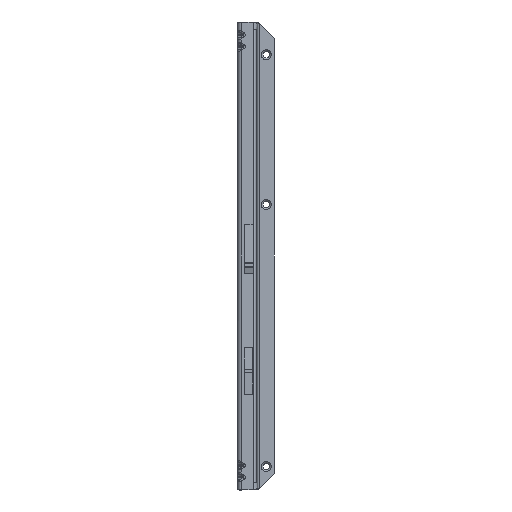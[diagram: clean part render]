
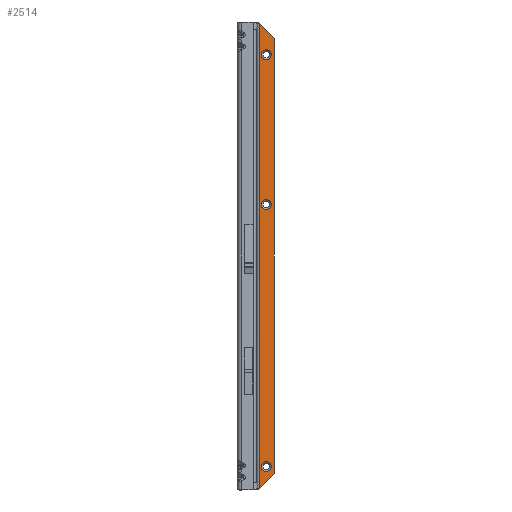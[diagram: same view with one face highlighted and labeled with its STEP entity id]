
A CAD part, front view. The second image highlights one B-rep face of the part: STEP entity #2514.
In plain terms, the highlighted planar face has unit normal (0, -1, 0).
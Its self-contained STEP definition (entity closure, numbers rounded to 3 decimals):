
#312 = ORIENTED_EDGE ( 'NONE', *, *, #44175, .T. ) ;
#494 = CIRCLE ( 'NONE', #31598, 4.25 ) ;
#759 = ORIENTED_EDGE ( 'NONE', *, *, #6203, .T. ) ;
#1007 = EDGE_CURVE ( 'NONE', #26436, #14260, #46365, .T. ) ;
#2514 = ADVANCED_FACE ( 'NONE', ( #15346, #32347, #54148, #11460 ), #29237, .F. ) ;
#2625 = EDGE_CURVE ( 'NONE', #22632, #53419, #49292, .T. ) ;
#3101 = CARTESIAN_POINT ( 'NONE',  ( 0., -1.5, -400. ) ) ;
#3176 = CARTESIAN_POINT ( 'NONE',  ( 0.5, -1.5, -400. ) ) ;
#3517 = EDGE_CURVE ( 'NONE', #53419, #22632, #30651, .T. ) ;
#3543 = CARTESIAN_POINT ( 'NONE',  ( 0.121, -1.5, -399.121 ) ) ;
#3976 = DIRECTION ( 'NONE',  ( 0., 0., 1. ) ) ;
#4104 = EDGE_CURVE ( 'NONE', #14260, #49404, #21922, .T. ) ;
#4203 = VECTOR ( 'NONE', #33787, 1000. ) ;
#4235 = DIRECTION ( 'NONE',  ( -1., 0., 0. ) ) ;
#4965 = CARTESIAN_POINT ( 'NONE',  ( 0.121, -1.5, -0.879 ) ) ;
#5703 = ORIENTED_EDGE ( 'NONE', *, *, #3517, .T. ) ;
#6022 = ORIENTED_EDGE ( 'NONE', *, *, #29725, .F. ) ;
#6188 = AXIS2_PLACEMENT_3D ( 'NONE', #31221, #40083, #43761 ) ;
#6203 = EDGE_CURVE ( 'NONE', #7108, #35752, #40533, .T. ) ;
#7108 = VERTEX_POINT ( 'NONE', #30795 ) ;
#7446 = CARTESIAN_POINT ( 'NONE',  ( 0.5, -1.5, -1.258 ) ) ;
#7964 = CIRCLE ( 'NONE', #6188, 4.25 ) ;
#9101 = CARTESIAN_POINT ( 'NONE',  ( 6.5, -1.5, -32.25 ) ) ;
#9578 = DIRECTION ( 'NONE',  ( 0., 1., 0. ) ) ;
#11460 = FACE_OUTER_BOUND ( 'NONE', #43829, .T. ) ;
#13479 = CARTESIAN_POINT ( 'NONE',  ( 6.5, -1.5, -28. ) ) ;
#14260 = VERTEX_POINT ( 'NONE', #40174 ) ;
#14351 = CARTESIAN_POINT ( 'NONE',  ( 6.5, -1.5, -156. ) ) ;
#15162 = VECTOR ( 'NONE', #38916, 1000. ) ;
#15346 = FACE_BOUND ( 'NONE', #47292, .T. ) ;
#16507 = VERTEX_POINT ( 'NONE', #20292 ) ;
#16711 = CARTESIAN_POINT ( 'NONE',  ( 6.5, -1.5, -28. ) ) ;
#17384 = ORIENTED_EDGE ( 'NONE', *, *, #26973, .T. ) ;
#20189 = VERTEX_POINT ( 'NONE', #45966 ) ;
#20292 = CARTESIAN_POINT ( 'NONE',  ( 0.5, -1.5, -398.742 ) ) ;
#21922 = LINE ( 'NONE', #4965, #15162 ) ;
#22550 = AXIS2_PLACEMENT_3D ( 'NONE', #16711, #33709, #4235 ) ;
#22632 = VERTEX_POINT ( 'NONE', #43975 ) ;
#23774 = AXIS2_PLACEMENT_3D ( 'NONE', #34626, #42725, #50563 ) ;
#24363 = AXIS2_PLACEMENT_3D ( 'NONE', #13479, #9578, #43560 ) ;
#26436 = VERTEX_POINT ( 'NONE', #50402 ) ;
#26973 = EDGE_CURVE ( 'NONE', #27368, #20189, #494, .T. ) ;
#26977 = AXIS2_PLACEMENT_3D ( 'NONE', #3101, #41524, #28423 ) ;
#27150 = LINE ( 'NONE', #3176, #4203 ) ;
#27368 = VERTEX_POINT ( 'NONE', #51657 ) ;
#28423 = DIRECTION ( 'NONE',  ( -1., 0., 0. ) ) ;
#29237 = PLANE ( 'NONE',  #26977 ) ;
#29725 = EDGE_CURVE ( 'NONE', #16507, #49404, #27150, .T. ) ;
#30651 = CIRCLE ( 'NONE', #24363, 4.25 ) ;
#30795 = CARTESIAN_POINT ( 'NONE',  ( 6.5, -1.5, -160.25 ) ) ;
#31221 = CARTESIAN_POINT ( 'NONE',  ( 6.5, -1.5, -380. ) ) ;
#31346 = DIRECTION ( 'NONE',  ( 0., 1., 0. ) ) ;
#31598 = AXIS2_PLACEMENT_3D ( 'NONE', #42214, #34389, #46453 ) ;
#31669 = EDGE_LOOP ( 'NONE', ( #51678, #759 ) ) ;
#32347 = FACE_BOUND ( 'NONE', #31669, .T. ) ;
#33327 = EDGE_LOOP ( 'NONE', ( #42730, #5703 ) ) ;
#33709 = DIRECTION ( 'NONE',  ( 0., 1., 0. ) ) ;
#33787 = DIRECTION ( 'NONE',  ( 0., 0., 1. ) ) ;
#34040 = ORIENTED_EDGE ( 'NONE', *, *, #1007, .T. ) ;
#34389 = DIRECTION ( 'NONE',  ( 0., 1., 0. ) ) ;
#34626 = CARTESIAN_POINT ( 'NONE',  ( 6.5, -1.5, -156. ) ) ;
#35433 = ORIENTED_EDGE ( 'NONE', *, *, #48536, .T. ) ;
#35752 = VERTEX_POINT ( 'NONE', #50292 ) ;
#36922 = VECTOR ( 'NONE', #42279, 1000. ) ;
#37877 = AXIS2_PLACEMENT_3D ( 'NONE', #14351, #31346, #48374 ) ;
#38916 = DIRECTION ( 'NONE',  ( -0.707, 0., 0.707 ) ) ;
#40083 = DIRECTION ( 'NONE',  ( 0., 1., 0. ) ) ;
#40174 = CARTESIAN_POINT ( 'NONE',  ( 13.5, -1.5, -14.258 ) ) ;
#40533 = CIRCLE ( 'NONE', #37877, 4.25 ) ;
#40727 = CIRCLE ( 'NONE', #23774, 4.25 ) ;
#41524 = DIRECTION ( 'NONE',  ( 0., 1., 0. ) ) ;
#42214 = CARTESIAN_POINT ( 'NONE',  ( 6.5, -1.5, -380. ) ) ;
#42279 = DIRECTION ( 'NONE',  ( 0.707, 0., 0.707 ) ) ;
#42725 = DIRECTION ( 'NONE',  ( 0., 1., 0. ) ) ;
#42730 = ORIENTED_EDGE ( 'NONE', *, *, #2625, .T. ) ;
#43560 = DIRECTION ( 'NONE',  ( -1., 0., 0. ) ) ;
#43761 = DIRECTION ( 'NONE',  ( -1., 0., 0. ) ) ;
#43829 = EDGE_LOOP ( 'NONE', ( #49109, #6022, #312, #34040 ) ) ;
#43975 = CARTESIAN_POINT ( 'NONE',  ( 6.5, -1.5, -23.75 ) ) ;
#44175 = EDGE_CURVE ( 'NONE', #16507, #26436, #50676, .T. ) ;
#45966 = CARTESIAN_POINT ( 'NONE',  ( 6.5, -1.5, -384.25 ) ) ;
#46365 = LINE ( 'NONE', #51362, #52727 ) ;
#46453 = DIRECTION ( 'NONE',  ( -1., 0., 0. ) ) ;
#46783 = EDGE_CURVE ( 'NONE', #35752, #7108, #40727, .T. ) ;
#47292 = EDGE_LOOP ( 'NONE', ( #17384, #35433 ) ) ;
#48374 = DIRECTION ( 'NONE',  ( -1., 0., 0. ) ) ;
#48536 = EDGE_CURVE ( 'NONE', #20189, #27368, #7964, .T. ) ;
#49109 = ORIENTED_EDGE ( 'NONE', *, *, #4104, .T. ) ;
#49292 = CIRCLE ( 'NONE', #22550, 4.25 ) ;
#49404 = VERTEX_POINT ( 'NONE', #7446 ) ;
#50292 = CARTESIAN_POINT ( 'NONE',  ( 6.5, -1.5, -151.75 ) ) ;
#50402 = CARTESIAN_POINT ( 'NONE',  ( 13.5, -1.5, -385.742 ) ) ;
#50563 = DIRECTION ( 'NONE',  ( -1., 0., 0. ) ) ;
#50676 = LINE ( 'NONE', #3543, #36922 ) ;
#51362 = CARTESIAN_POINT ( 'NONE',  ( 13.5, -1.5, 0. ) ) ;
#51657 = CARTESIAN_POINT ( 'NONE',  ( 6.5, -1.5, -375.75 ) ) ;
#51678 = ORIENTED_EDGE ( 'NONE', *, *, #46783, .T. ) ;
#52727 = VECTOR ( 'NONE', #3976, 1000. ) ;
#53419 = VERTEX_POINT ( 'NONE', #9101 ) ;
#54148 = FACE_BOUND ( 'NONE', #33327, .T. ) ;
